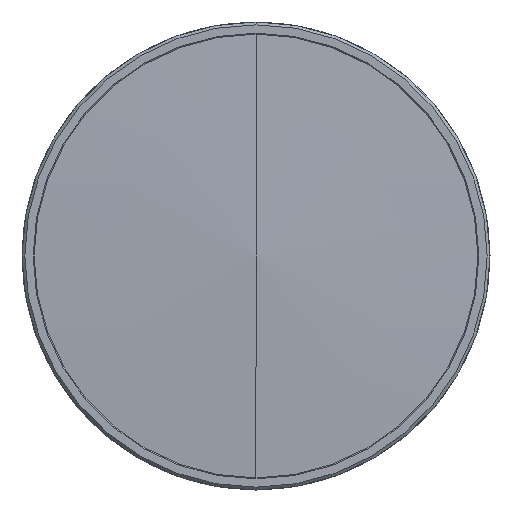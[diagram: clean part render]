
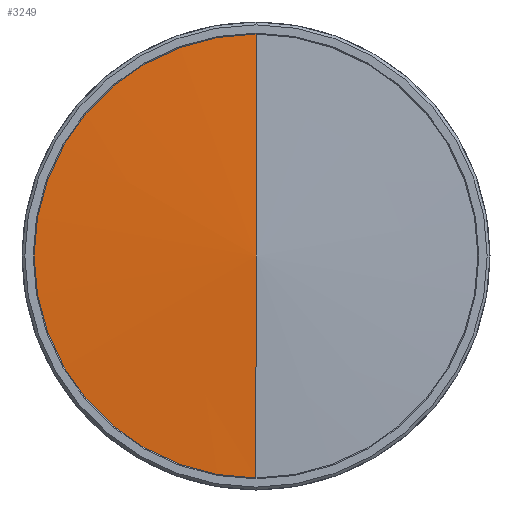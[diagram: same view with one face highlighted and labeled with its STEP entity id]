
A CAD part, left-side view. The second image highlights one B-rep face of the part: STEP entity #3249.
In plain terms, the highlighted conical face has half-angle 87.707 degrees and reference radius 24973.4 mm.
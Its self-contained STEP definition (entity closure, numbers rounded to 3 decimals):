
#140 = CARTESIAN_POINT ( 'NONE',  ( 4.709, 0., 0. ) ) ;
#185 = FACE_OUTER_BOUND ( 'NONE', #5231, .T. ) ;
#348 = DIRECTION ( 'NONE',  ( 1., 0., 0. ) ) ;
#675 = EDGE_CURVE ( 'NONE', #4172, #7547, #4500, .T. ) ;
#1171 = DIRECTION ( 'NONE',  ( 0.04, 0., -0.999 ) ) ;
#1900 = DIRECTION ( 'NONE',  ( 0.04, 0., 0.999 ) ) ;
#1916 = DIRECTION ( 'NONE',  ( 0., 0., -1. ) ) ;
#1954 = EDGE_CURVE ( 'NONE', #4172, #7346, #5134, .T. ) ;
#1986 = CARTESIAN_POINT ( 'NONE',  ( 4.709, 0., -117.6 ) ) ;
#2260 = EDGE_CURVE ( 'NONE', #7547, #7346, #7126, .T. ) ;
#2976 = CARTESIAN_POINT ( 'NONE',  ( 0., 0., 0. ) ) ;
#3124 = CONICAL_SURFACE ( 'NONE', #3805, 24973.412, 1.531 ) ;
#3195 = DIRECTION ( 'NONE',  ( 1., 0., 0. ) ) ;
#3249 = ADVANCED_FACE ( 'NONE', ( #185 ), #3124, .T. ) ;
#3628 = CARTESIAN_POINT ( 'NONE',  ( 0., 0., 0. ) ) ;
#3805 = AXIS2_PLACEMENT_3D ( 'NONE', #5176, #348, #4613 ) ;
#4034 = ORIENTED_EDGE ( 'NONE', *, *, #2260, .F. ) ;
#4172 = VERTEX_POINT ( 'NONE', #6364 ) ;
#4218 = ORIENTED_EDGE ( 'NONE', *, *, #1954, .T. ) ;
#4351 = AXIS2_PLACEMENT_3D ( 'NONE', #140, #3195, #1916 ) ;
#4500 = LINE ( 'NONE', #2976, #5710 ) ;
#4613 = DIRECTION ( 'NONE',  ( 0., 0., -1. ) ) ;
#4824 = CARTESIAN_POINT ( 'NONE',  ( 4.709, 0., 117.6 ) ) ;
#5134 = LINE ( 'NONE', #3628, #6174 ) ;
#5176 = CARTESIAN_POINT ( 'NONE',  ( 1000., 0., 0. ) ) ;
#5231 = EDGE_LOOP ( 'NONE', ( #7280, #4218, #4034 ) ) ;
#5710 = VECTOR ( 'NONE', #1171, 1000. ) ;
#6174 = VECTOR ( 'NONE', #1900, 1000. ) ;
#6364 = CARTESIAN_POINT ( 'NONE',  ( 0., 0., 0. ) ) ;
#7126 = CIRCLE ( 'NONE', #4351, 117.6 ) ;
#7280 = ORIENTED_EDGE ( 'NONE', *, *, #675, .F. ) ;
#7346 = VERTEX_POINT ( 'NONE', #4824 ) ;
#7547 = VERTEX_POINT ( 'NONE', #1986 ) ;
